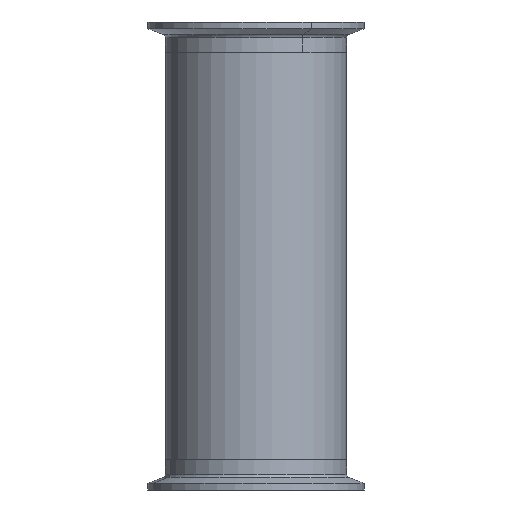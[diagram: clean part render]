
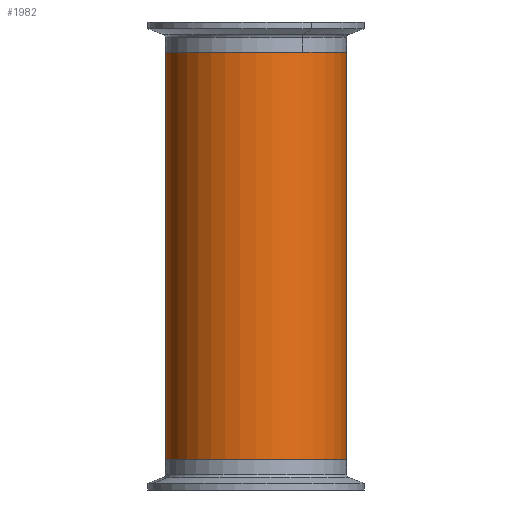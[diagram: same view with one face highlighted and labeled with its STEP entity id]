
A CAD part, front view. The second image highlights one B-rep face of the part: STEP entity #1982.
In plain terms, the highlighted cylindrical face has radius 38.1 mm (diameter 76.2 mm), a partial arc.
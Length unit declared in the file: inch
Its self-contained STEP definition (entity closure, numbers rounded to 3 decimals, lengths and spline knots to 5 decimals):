
#1 = CARTESIAN_POINT ( 'NONE',  ( -1.5, 0., 3.37402 ) ) ;
#258 = CARTESIAN_POINT ( 'NONE',  ( -1.5, 0., -3.37402 ) ) ;
#341 = VERTEX_POINT ( 'NONE', #452 ) ;
#359 = LINE ( 'NONE', #1, #978 ) ;
#400 = CARTESIAN_POINT ( 'NONE',  ( 0., 0., 3.37402 ) ) ;
#439 = DIRECTION ( 'NONE',  ( 0., 0., -1. ) ) ;
#452 = CARTESIAN_POINT ( 'NONE',  ( 1.5, 0., -3.37402 ) ) ;
#763 = LINE ( 'NONE', #1060, #1928 ) ;
#821 = CARTESIAN_POINT ( 'NONE',  ( 0., 0., -3.37402 ) ) ;
#832 = AXIS2_PLACEMENT_3D ( 'NONE', #821, #2857, #1939 ) ;
#978 = VECTOR ( 'NONE', #439, 39.37008 ) ;
#986 = EDGE_CURVE ( 'NONE', #2109, #341, #2674, .T. ) ;
#1031 = ORIENTED_EDGE ( 'NONE', *, *, #1313, .F. ) ;
#1060 = CARTESIAN_POINT ( 'NONE',  ( 1.5, 0., 3.37402 ) ) ;
#1092 = DIRECTION ( 'NONE',  ( 1., 0., 0. ) ) ;
#1126 = CYLINDRICAL_SURFACE ( 'NONE', #2249, 1.5 ) ;
#1313 = EDGE_CURVE ( 'NONE', #1713, #341, #763, .T. ) ;
#1655 = CIRCLE ( 'NONE', #1937, 1.5 ) ;
#1669 = CARTESIAN_POINT ( 'NONE',  ( 1.5, 0., 3.37402 ) ) ;
#1713 = VERTEX_POINT ( 'NONE', #1669 ) ;
#1755 = CARTESIAN_POINT ( 'NONE',  ( 0., 0., 3.37402 ) ) ;
#1770 = DIRECTION ( 'NONE',  ( 0., 0., -1. ) ) ;
#1928 = VECTOR ( 'NONE', #2659, 39.37008 ) ;
#1937 = AXIS2_PLACEMENT_3D ( 'NONE', #400, #1990, #1092 ) ;
#1939 = DIRECTION ( 'NONE',  ( 1., 0., 0. ) ) ;
#1982 = ADVANCED_FACE ( 'NONE', ( #2871 ), #1126, .T. ) ;
#1990 = DIRECTION ( 'NONE',  ( 0., 0., 1. ) ) ;
#2017 = CARTESIAN_POINT ( 'NONE',  ( -1.5, 0., 3.37402 ) ) ;
#2025 = VERTEX_POINT ( 'NONE', #2017 ) ;
#2032 = EDGE_CURVE ( 'NONE', #2025, #1713, #1655, .T. ) ;
#2109 = VERTEX_POINT ( 'NONE', #258 ) ;
#2120 = ORIENTED_EDGE ( 'NONE', *, *, #2032, .F. ) ;
#2246 = EDGE_CURVE ( 'NONE', #2025, #2109, #359, .T. ) ;
#2249 = AXIS2_PLACEMENT_3D ( 'NONE', #1755, #1770, #2660 ) ;
#2659 = DIRECTION ( 'NONE',  ( 0., 0., -1. ) ) ;
#2660 = DIRECTION ( 'NONE',  ( -1., 0., 0. ) ) ;
#2674 = CIRCLE ( 'NONE', #832, 1.5 ) ;
#2759 = EDGE_LOOP ( 'NONE', ( #1031, #2120, #2823, #2797 ) ) ;
#2797 = ORIENTED_EDGE ( 'NONE', *, *, #986, .T. ) ;
#2823 = ORIENTED_EDGE ( 'NONE', *, *, #2246, .T. ) ;
#2857 = DIRECTION ( 'NONE',  ( 0., 0., 1. ) ) ;
#2871 = FACE_OUTER_BOUND ( 'NONE', #2759, .T. ) ;
